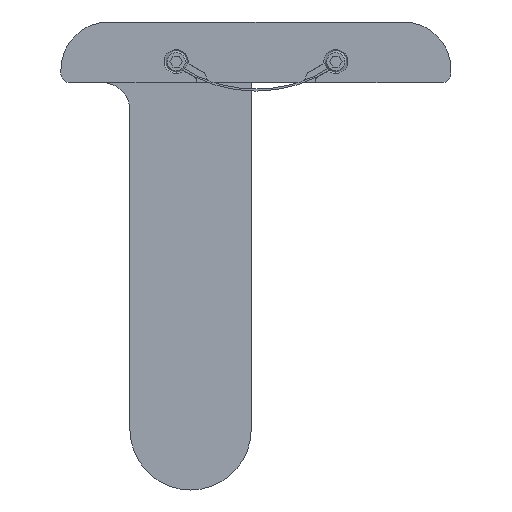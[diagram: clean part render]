
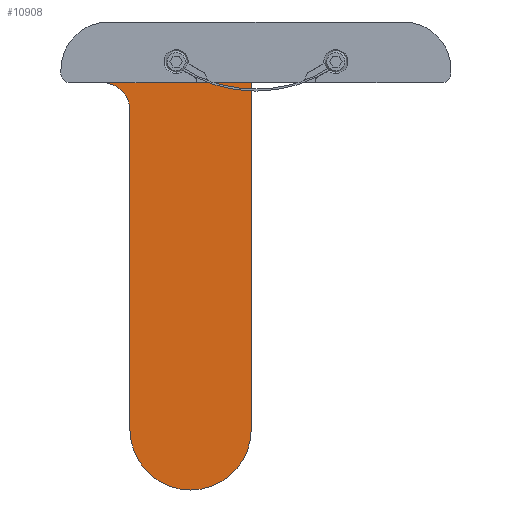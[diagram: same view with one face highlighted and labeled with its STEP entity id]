
A CAD part, left-side view. The second image highlights one B-rep face of the part: STEP entity #10908.
In plain terms, the highlighted face is planar.
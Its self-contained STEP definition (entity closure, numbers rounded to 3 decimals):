
#8151 = PLANE('',#8152);
#8152 = AXIS2_PLACEMENT_3D('',#8153,#8154,#8155);
#8153 = CARTESIAN_POINT('',(-22.5,21.7,-7.8));
#8154 = DIRECTION('',(0.,1.,0.));
#8155 = DIRECTION('',(-1.,0.,0.));
#9702 = PLANE('',#9703);
#9703 = AXIS2_PLACEMENT_3D('',#9704,#9705,#9706);
#9704 = CARTESIAN_POINT('',(-0.55,21.7,-13.));
#9705 = DIRECTION('',(-1.,0.,0.));
#9706 = DIRECTION('',(0.,-1.,0.));
#9753 = PLANE('',#9754);
#9754 = AXIS2_PLACEMENT_3D('',#9755,#9756,#9757);
#9755 = CARTESIAN_POINT('',(-14.55,21.7,-13.));
#9756 = DIRECTION('',(1.,0.,0.));
#9757 = DIRECTION('',(0.,1.,0.));
#9873 = VERTEX_POINT('',#9874);
#9874 = CARTESIAN_POINT('',(-17.725,21.7,-7.8));
#9888 = CYLINDRICAL_SURFACE('',#9889,3.175);
#9889 = AXIS2_PLACEMENT_3D('',#9890,#9891,#9892);
#9890 = CARTESIAN_POINT('',(-17.725,18.525,-7.8));
#9891 = DIRECTION('',(0.,0.,-1.));
#9892 = DIRECTION('',(0.,1.,0.));
#9900 = EDGE_CURVE('',#9901,#9873,#9903,.T.);
#9901 = VERTEX_POINT('',#9902);
#9902 = CARTESIAN_POINT('',(-0.55,21.7,-7.8));
#9903 = SURFACE_CURVE('',#9904,(#9908,#9915),.PCURVE_S1.);
#9904 = LINE('',#9905,#9906);
#9905 = CARTESIAN_POINT('',(-22.5,21.7,-7.8));
#9906 = VECTOR('',#9907,1.);
#9907 = DIRECTION('',(-1.,0.,-0.));
#9908 = PCURVE('',#8151,#9909);
#9909 = DEFINITIONAL_REPRESENTATION('',(#9910),#9914);
#9910 = LINE('',#9911,#9912);
#9911 = CARTESIAN_POINT('',(0.,0.));
#9912 = VECTOR('',#9913,1.);
#9913 = DIRECTION('',(1.,0.));
#9914 = ( GEOMETRIC_REPRESENTATION_CONTEXT(2) 
PARAMETRIC_REPRESENTATION_CONTEXT() REPRESENTATION_CONTEXT('2D SPACE',''
  ) );
#9915 = PCURVE('',#9916,#9921);
#9916 = PLANE('',#9917);
#9917 = AXIS2_PLACEMENT_3D('',#9918,#9919,#9920);
#9918 = CARTESIAN_POINT('',(-22.5,-25.3,-7.8));
#9919 = DIRECTION('',(0.,0.,1.));
#9920 = DIRECTION('',(0.,-1.,0.));
#9921 = DEFINITIONAL_REPRESENTATION('',(#9922),#9926);
#9922 = LINE('',#9923,#9924);
#9923 = CARTESIAN_POINT('',(-47.,0.));
#9924 = VECTOR('',#9925,1.);
#9925 = DIRECTION('',(-0.,-1.));
#9926 = ( GEOMETRIC_REPRESENTATION_CONTEXT(2) 
PARAMETRIC_REPRESENTATION_CONTEXT() REPRESENTATION_CONTEXT('2D SPACE',''
  ) );
#10821 = CYLINDRICAL_SURFACE('',#10822,7.);
#10822 = AXIS2_PLACEMENT_3D('',#10823,#10824,#10825);
#10823 = CARTESIAN_POINT('',(-7.55,-18.3,0.));
#10824 = DIRECTION('',(0.,0.,1.));
#10825 = DIRECTION('',(0.,-1.,0.));
#10854 = CYLINDRICAL_SURFACE('',#10855,7.);
#10855 = AXIS2_PLACEMENT_3D('',#10856,#10857,#10858);
#10856 = CARTESIAN_POINT('',(-7.55,-18.3,-13.));
#10857 = DIRECTION('',(0.,0.,1.));
#10858 = DIRECTION('',(0.,-1.,0.));
#10908 = ADVANCED_FACE('',(#10909),#9916,.T.);
#10909 = FACE_BOUND('',#10910,.T.);
#10910 = EDGE_LOOP('',(#10911,#10936,#10960,#10984,#11005,#11006));
#10911 = ORIENTED_EDGE('',*,*,#10912,.F.);
#10912 = EDGE_CURVE('',#10913,#10915,#10917,.T.);
#10913 = VERTEX_POINT('',#10914);
#10914 = CARTESIAN_POINT('',(-14.55,-18.3,-7.8));
#10915 = VERTEX_POINT('',#10916);
#10916 = CARTESIAN_POINT('',(-14.55,18.525,-7.8));
#10917 = SURFACE_CURVE('',#10918,(#10922,#10929),.PCURVE_S1.);
#10918 = LINE('',#10919,#10920);
#10919 = CARTESIAN_POINT('',(-14.55,21.7,-7.8));
#10920 = VECTOR('',#10921,1.);
#10921 = DIRECTION('',(0.,1.,0.));
#10922 = PCURVE('',#9916,#10923);
#10923 = DEFINITIONAL_REPRESENTATION('',(#10924),#10928);
#10924 = LINE('',#10925,#10926);
#10925 = CARTESIAN_POINT('',(-47.,7.95));
#10926 = VECTOR('',#10927,1.);
#10927 = DIRECTION('',(-1.,0.));
#10928 = ( GEOMETRIC_REPRESENTATION_CONTEXT(2) 
PARAMETRIC_REPRESENTATION_CONTEXT() REPRESENTATION_CONTEXT('2D SPACE',''
  ) );
#10929 = PCURVE('',#9753,#10930);
#10930 = DEFINITIONAL_REPRESENTATION('',(#10931),#10935);
#10931 = LINE('',#10932,#10933);
#10932 = CARTESIAN_POINT('',(0.,5.2));
#10933 = VECTOR('',#10934,1.);
#10934 = DIRECTION('',(1.,0.));
#10935 = ( GEOMETRIC_REPRESENTATION_CONTEXT(2) 
PARAMETRIC_REPRESENTATION_CONTEXT() REPRESENTATION_CONTEXT('2D SPACE',''
  ) );
#10936 = ORIENTED_EDGE('',*,*,#10937,.T.);
#10937 = EDGE_CURVE('',#10913,#10938,#10940,.T.);
#10938 = VERTEX_POINT('',#10939);
#10939 = CARTESIAN_POINT('',(-7.55,-25.3,-7.8));
#10940 = SURFACE_CURVE('',#10941,(#10946,#10953),.PCURVE_S1.);
#10941 = CIRCLE('',#10942,7.);
#10942 = AXIS2_PLACEMENT_3D('',#10943,#10944,#10945);
#10943 = CARTESIAN_POINT('',(-7.55,-18.3,-7.8));
#10944 = DIRECTION('',(0.,0.,1.));
#10945 = DIRECTION('',(0.,-1.,0.));
#10946 = PCURVE('',#9916,#10947);
#10947 = DEFINITIONAL_REPRESENTATION('',(#10948),#10952);
#10948 = CIRCLE('',#10949,7.);
#10949 = AXIS2_PLACEMENT_2D('',#10950,#10951);
#10950 = CARTESIAN_POINT('',(-7.,14.95));
#10951 = DIRECTION('',(1.,0.));
#10952 = ( GEOMETRIC_REPRESENTATION_CONTEXT(2) 
PARAMETRIC_REPRESENTATION_CONTEXT() REPRESENTATION_CONTEXT('2D SPACE',''
  ) );
#10953 = PCURVE('',#10854,#10954);
#10954 = DEFINITIONAL_REPRESENTATION('',(#10955),#10959);
#10955 = LINE('',#10956,#10957);
#10956 = CARTESIAN_POINT('',(0.,5.2));
#10957 = VECTOR('',#10958,1.);
#10958 = DIRECTION('',(1.,0.));
#10959 = ( GEOMETRIC_REPRESENTATION_CONTEXT(2) 
PARAMETRIC_REPRESENTATION_CONTEXT() REPRESENTATION_CONTEXT('2D SPACE',''
  ) );
#10960 = ORIENTED_EDGE('',*,*,#10961,.T.);
#10961 = EDGE_CURVE('',#10938,#10962,#10964,.T.);
#10962 = VERTEX_POINT('',#10963);
#10963 = CARTESIAN_POINT('',(-0.55,-18.3,-7.8));
#10964 = SURFACE_CURVE('',#10965,(#10970,#10977),.PCURVE_S1.);
#10965 = CIRCLE('',#10966,7.);
#10966 = AXIS2_PLACEMENT_3D('',#10967,#10968,#10969);
#10967 = CARTESIAN_POINT('',(-7.55,-18.3,-7.8));
#10968 = DIRECTION('',(0.,0.,1.));
#10969 = DIRECTION('',(0.,-1.,0.));
#10970 = PCURVE('',#9916,#10971);
#10971 = DEFINITIONAL_REPRESENTATION('',(#10972),#10976);
#10972 = CIRCLE('',#10973,7.);
#10973 = AXIS2_PLACEMENT_2D('',#10974,#10975);
#10974 = CARTESIAN_POINT('',(-7.,14.95));
#10975 = DIRECTION('',(1.,0.));
#10976 = ( GEOMETRIC_REPRESENTATION_CONTEXT(2) 
PARAMETRIC_REPRESENTATION_CONTEXT() REPRESENTATION_CONTEXT('2D SPACE',''
  ) );
#10977 = PCURVE('',#10821,#10978);
#10978 = DEFINITIONAL_REPRESENTATION('',(#10979),#10983);
#10979 = LINE('',#10980,#10981);
#10980 = CARTESIAN_POINT('',(0.,-7.8));
#10981 = VECTOR('',#10982,1.);
#10982 = DIRECTION('',(1.,0.));
#10983 = ( GEOMETRIC_REPRESENTATION_CONTEXT(2) 
PARAMETRIC_REPRESENTATION_CONTEXT() REPRESENTATION_CONTEXT('2D SPACE',''
  ) );
#10984 = ORIENTED_EDGE('',*,*,#10985,.F.);
#10985 = EDGE_CURVE('',#9901,#10962,#10986,.T.);
#10986 = SURFACE_CURVE('',#10987,(#10991,#10998),.PCURVE_S1.);
#10987 = LINE('',#10988,#10989);
#10988 = CARTESIAN_POINT('',(-0.55,21.7,-7.8));
#10989 = VECTOR('',#10990,1.);
#10990 = DIRECTION('',(0.,-1.,0.));
#10991 = PCURVE('',#9916,#10992);
#10992 = DEFINITIONAL_REPRESENTATION('',(#10993),#10997);
#10993 = LINE('',#10994,#10995);
#10994 = CARTESIAN_POINT('',(-47.,21.95));
#10995 = VECTOR('',#10996,1.);
#10996 = DIRECTION('',(1.,0.));
#10997 = ( GEOMETRIC_REPRESENTATION_CONTEXT(2) 
PARAMETRIC_REPRESENTATION_CONTEXT() REPRESENTATION_CONTEXT('2D SPACE',''
  ) );
#10998 = PCURVE('',#9702,#10999);
#10999 = DEFINITIONAL_REPRESENTATION('',(#11000),#11004);
#11000 = LINE('',#11001,#11002);
#11001 = CARTESIAN_POINT('',(0.,5.2));
#11002 = VECTOR('',#11003,1.);
#11003 = DIRECTION('',(1.,0.));
#11004 = ( GEOMETRIC_REPRESENTATION_CONTEXT(2) 
PARAMETRIC_REPRESENTATION_CONTEXT() REPRESENTATION_CONTEXT('2D SPACE',''
  ) );
#11005 = ORIENTED_EDGE('',*,*,#9900,.T.);
#11006 = ORIENTED_EDGE('',*,*,#11007,.T.);
#11007 = EDGE_CURVE('',#9873,#10915,#11008,.T.);
#11008 = SURFACE_CURVE('',#11009,(#11014,#11025),.PCURVE_S1.);
#11009 = CIRCLE('',#11010,3.175);
#11010 = AXIS2_PLACEMENT_3D('',#11011,#11012,#11013);
#11011 = CARTESIAN_POINT('',(-17.725,18.525,-7.8));
#11012 = DIRECTION('',(-0.,0.,-1.));
#11013 = DIRECTION('',(0.,-1.,0.));
#11014 = PCURVE('',#9916,#11015);
#11015 = DEFINITIONAL_REPRESENTATION('',(#11016),#11024);
#11016 = ( BOUNDED_CURVE() B_SPLINE_CURVE(2,(#11017,#11018,#11019,#11020
    ,#11021,#11022,#11023),.UNSPECIFIED.,.T.,.F.) 
B_SPLINE_CURVE_WITH_KNOTS((1,2,2,2,2,1),(-2.094,0.,
    2.094,4.189,6.283,8.378),
.UNSPECIFIED.) CURVE() GEOMETRIC_REPRESENTATION_ITEM() 
RATIONAL_B_SPLINE_CURVE((1.,0.5,1.,0.5,1.,0.5,1.)) REPRESENTATION_ITEM(
  '') );
#11017 = CARTESIAN_POINT('',(-40.65,4.775));
#11018 = CARTESIAN_POINT('',(-40.65,-0.724));
#11019 = CARTESIAN_POINT('',(-45.413,2.025));
#11020 = CARTESIAN_POINT('',(-50.175,4.775));
#11021 = CARTESIAN_POINT('',(-45.413,7.525));
#11022 = CARTESIAN_POINT('',(-40.65,10.274));
#11023 = CARTESIAN_POINT('',(-40.65,4.775));
#11024 = ( GEOMETRIC_REPRESENTATION_CONTEXT(2) 
PARAMETRIC_REPRESENTATION_CONTEXT() REPRESENTATION_CONTEXT('2D SPACE',''
  ) );
#11025 = PCURVE('',#9888,#11026);
#11026 = DEFINITIONAL_REPRESENTATION('',(#11027),#11031);
#11027 = LINE('',#11028,#11029);
#11028 = CARTESIAN_POINT('',(-3.142,0.));
#11029 = VECTOR('',#11030,1.);
#11030 = DIRECTION('',(1.,0.));
#11031 = ( GEOMETRIC_REPRESENTATION_CONTEXT(2) 
PARAMETRIC_REPRESENTATION_CONTEXT() REPRESENTATION_CONTEXT('2D SPACE',''
  ) );
